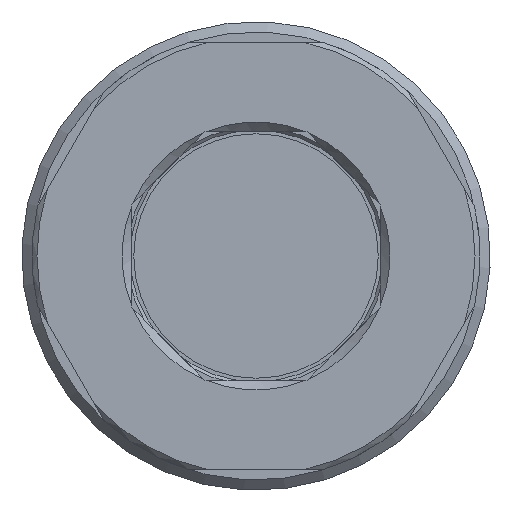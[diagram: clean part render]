
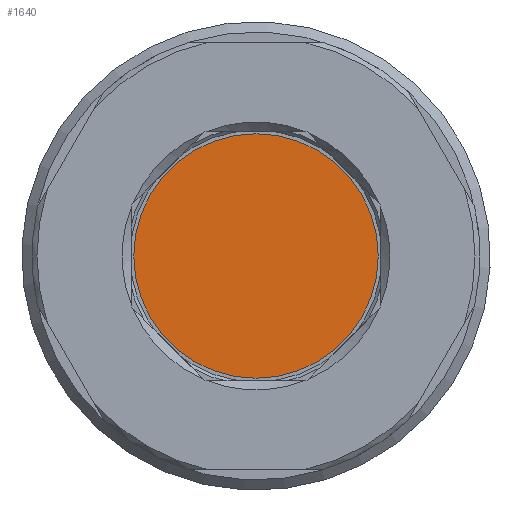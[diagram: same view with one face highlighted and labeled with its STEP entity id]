
A CAD part, left-side view. The second image highlights one B-rep face of the part: STEP entity #1640.
In plain terms, the highlighted planar face has unit normal (-1, 0, 0).
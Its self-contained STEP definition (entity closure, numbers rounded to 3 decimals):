
#212=PLANE('',#1759);
#246=FACE_OUTER_BOUND('',#342,.T.);
#342=EDGE_LOOP('',(#1133,#1134));
#623=CIRCLE('',#1757,6.);
#624=CIRCLE('',#1758,6.);
#724=VERTEX_POINT('',#2439);
#725=VERTEX_POINT('',#2441);
#886=EDGE_CURVE('',#725,#724,#623,.T.);
#887=EDGE_CURVE('',#724,#725,#624,.T.);
#1133=ORIENTED_EDGE('',*,*,#886,.T.);
#1134=ORIENTED_EDGE('',*,*,#887,.T.);
#1640=ADVANCED_FACE('',(#246),#212,.T.);
#1757=AXIS2_PLACEMENT_3D('',#2442,#1959,#1960);
#1758=AXIS2_PLACEMENT_3D('',#2443,#1961,#1962);
#1759=AXIS2_PLACEMENT_3D('',#2444,#1963,#1964);
#1959=DIRECTION('center_axis',(-1.,0.,0.));
#1960=DIRECTION('ref_axis',(0.,-1.,0.));
#1961=DIRECTION('center_axis',(-1.,0.,0.));
#1962=DIRECTION('ref_axis',(0.,-1.,0.));
#1963=DIRECTION('center_axis',(-1.,0.,0.));
#1964=DIRECTION('ref_axis',(0.,-1.,0.));
#2439=CARTESIAN_POINT('',(20.,6.,0.));
#2441=CARTESIAN_POINT('',(20.,-6.,0.));
#2442=CARTESIAN_POINT('Origin',(20.,0.,0.));
#2443=CARTESIAN_POINT('Origin',(20.,0.,0.));
#2444=CARTESIAN_POINT('Origin',(20.,0.,0.));
